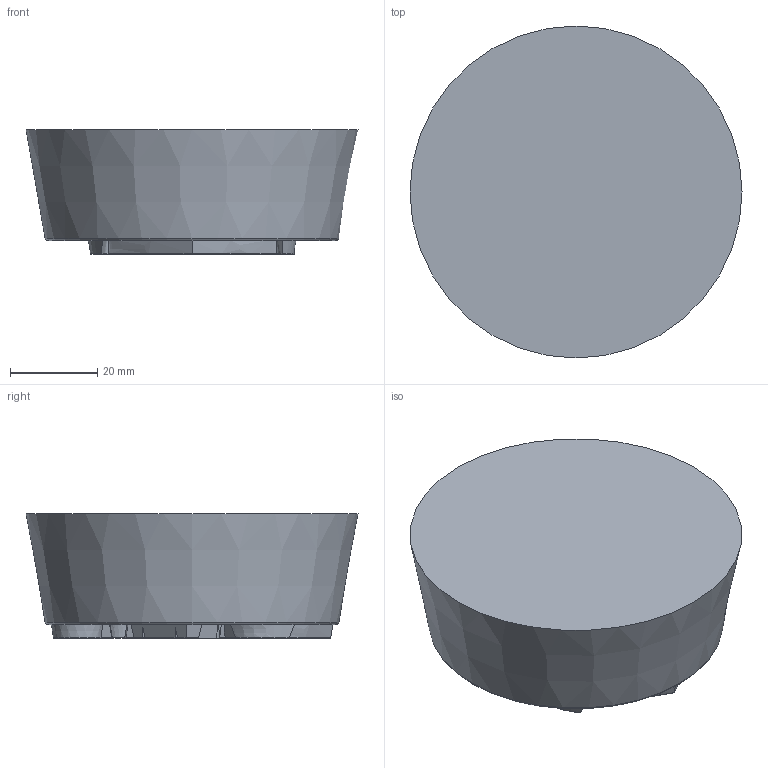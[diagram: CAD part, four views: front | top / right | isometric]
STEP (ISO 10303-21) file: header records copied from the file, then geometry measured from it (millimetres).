
FILE_DESCRIPTION(/* description */ (''),/* implementation_level */ '2;1');
FILE_NAME(/* name */ 'Branding Iron Anchor Logo Cast Positive.stp',/* time_stamp */ '2023-11-12T17:09:32-05:00',/* author */ ('Tommy Rohmann'),/* organization */ (''),/* preprocessor_version */ 'ST-DEVELOPER v19.2',/* originating_system */ 'Autodesk Inventor 2024',/* authorisation */ '');
FILE_SCHEMA (('AUTOMOTIVE_DESIGN { 1 0 10303 214 3 1 1 }'));
Length unit declared in the file: inch
Products named in the file (1): Anchor Logo Cast Positive
Bounding box: 76.06 x 76.06 x 28.57 mm (x, y, z)
Volume: 105310.3 mm3; surface area: 15225.1 mm2
Topology: 1 solids, 1 shells, 142 faces, 421 edges, 352 vertices
Faces by surface type: plane 49, cylinder 39, bspline 24, cone 18, torus 12
Entity records: 6916 total; most frequent: CARTESIAN_POINT 3606, ORIENTED_EDGE 700, DIRECTION 602, EDGE_CURVE 350, AXIS2_PLACEMENT_3D 218, VERTEX_POINT 213, LINE 166, VECTOR 166
